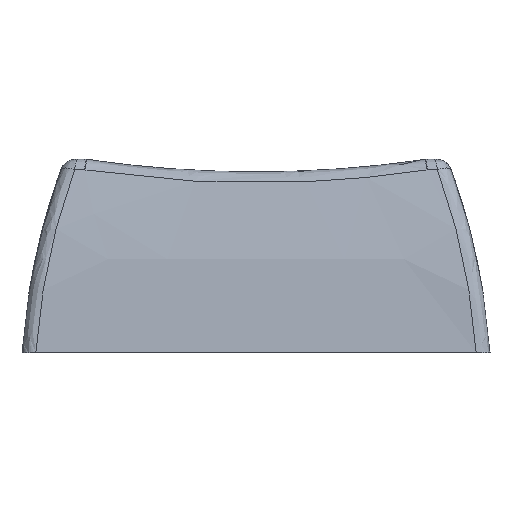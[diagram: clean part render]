
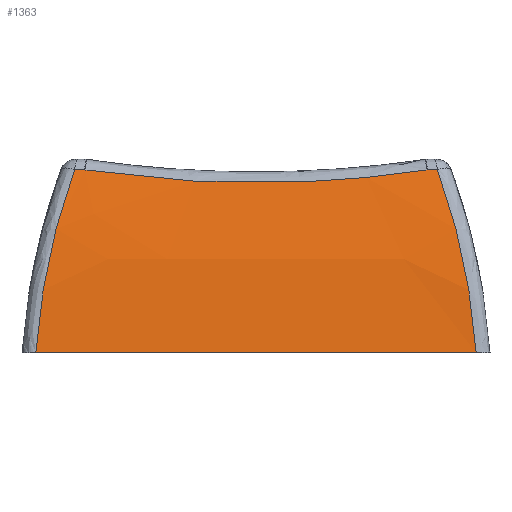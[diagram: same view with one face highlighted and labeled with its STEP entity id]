
A CAD part, left-side view. The second image highlights one B-rep face of the part: STEP entity #1363.
In plain terms, the highlighted free-form (B-spline) face has degree [7, 2] with [8, 3] control points.
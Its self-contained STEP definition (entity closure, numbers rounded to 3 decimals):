
#848 = VERTEX_POINT('',#849);
#849 = CARTESIAN_POINT('',(-8.45,7.95,-7.));
#856 = EDGE_CURVE('',#857,#848,#859,.T.);
#857 = VERTEX_POINT('',#858);
#858 = CARTESIAN_POINT('',(-8.45,-7.95,-7.));
#859 = LINE('',#860,#861);
#860 = CARTESIAN_POINT('',(-8.45,-7.95,-7.));
#861 = VECTOR('',#862,1.);
#862 = DIRECTION('',(0.,1.,0.));
#1311 = EDGE_CURVE('',#1312,#848,#1314,.T.);
#1312 = VERTEX_POINT('',#1313);
#1313 = CARTESIAN_POINT('',(-7.047,6.547,
    -0.388));
#1314 = B_SPLINE_CURVE_WITH_KNOTS('',2,(#1315,#1316,#1317),
  .UNSPECIFIED.,.F.,.F.,(3,3),(0.,1.),.PIECEWISE_BEZIER_KNOTS.);
#1315 = CARTESIAN_POINT('',(-6.9,6.4,0.));
#1316 = CARTESIAN_POINT('',(-8.189,7.689,
    -3.32));
#1317 = CARTESIAN_POINT('',(-8.45,7.95,-7.));
#1363 = ADVANCED_FACE('',(#1364),#1443,.F.);
#1364 = FACE_BOUND('',#1365,.F.);
#1365 = EDGE_LOOP('',(#1366,#1367,#1392,#1411,#1436,#1442));
#1366 = ORIENTED_EDGE('',*,*,#1311,.F.);
#1367 = ORIENTED_EDGE('',*,*,#1368,.F.);
#1368 = EDGE_CURVE('',#1369,#1312,#1371,.T.);
#1369 = VERTEX_POINT('',#1370);
#1370 = CARTESIAN_POINT('',(-7.049,6.175,
    -0.393));
#1371 = ( BOUNDED_CURVE() B_SPLINE_CURVE(10,(#1372,#1373,#1374,#1375,
    #1376,#1377,#1378,#1379,#1380,#1381,#1382,#1383,#1384,#1385,#1386,
    #1387,#1388,#1389,#1390,#1391),.UNSPECIFIED.,.F.,.F.) 
B_SPLINE_CURVE_WITH_KNOTS((11,9,11),(-0.267,0.798,
0.91),.UNSPECIFIED.) CURVE() GEOMETRIC_REPRESENTATION_ITEM() 
RATIONAL_B_SPLINE_CURVE((1.,1.,1.,1.,1.,1.,1.,1.
,1.,1.,1.,1.,1.,1.,1.,1.,1.,1.,1.,1.)) REPRESENTATION_ITEM('') );
#1372 = CARTESIAN_POINT('',(-7.049,5.336,
    -0.393));
#1373 = CARTESIAN_POINT('',(-7.049,5.442,
    -0.393));
#1374 = CARTESIAN_POINT('',(-7.049,5.549,
    -0.393));
#1375 = CARTESIAN_POINT('',(-7.049,5.655,
    -0.393));
#1376 = CARTESIAN_POINT('',(-7.049,5.762,
    -0.392));
#1377 = CARTESIAN_POINT('',(-7.049,5.867,
    -0.394));
#1378 = CARTESIAN_POINT('',(-7.048,5.976,
    -0.391));
#1379 = CARTESIAN_POINT('',(-7.049,6.079,
    -0.395));
#1380 = CARTESIAN_POINT('',(-7.048,6.186,-0.392
    ));
#1381 = CARTESIAN_POINT('',(-7.049,6.288,
    -0.394));
#1382 = CARTESIAN_POINT('',(-7.049,6.421,
    -0.393));
#1383 = CARTESIAN_POINT('',(-7.049,6.434,-0.392
    ));
#1384 = CARTESIAN_POINT('',(-7.049,6.448,
    -0.392));
#1385 = CARTESIAN_POINT('',(-7.048,6.461,
    -0.392));
#1386 = CARTESIAN_POINT('',(-7.048,6.475,
    -0.392));
#1387 = CARTESIAN_POINT('',(-7.048,6.489,
    -0.391));
#1388 = CARTESIAN_POINT('',(-7.048,6.503,
    -0.391));
#1389 = CARTESIAN_POINT('',(-7.048,6.518,
    -0.39));
#1390 = CARTESIAN_POINT('',(-7.047,6.532,
    -0.389));
#1391 = CARTESIAN_POINT('',(-7.047,6.547,
    -0.388));
#1392 = ORIENTED_EDGE('',*,*,#1393,.T.);
#1393 = EDGE_CURVE('',#1369,#1394,#1396,.T.);
#1394 = VERTEX_POINT('',#1395);
#1395 = CARTESIAN_POINT('',(-7.049,-6.175,
    -0.393));
#1396 = ( BOUNDED_CURVE() B_SPLINE_CURVE(13,(#1397,#1398,#1399,#1400,
    #1401,#1402,#1403,#1404,#1405,#1406,#1407,#1408,#1409,#1410),
.UNSPECIFIED.,.F.,.F.) B_SPLINE_CURVE_WITH_KNOTS((14,14),(
-0.852,12.094),.PIECEWISE_BEZIER_KNOTS.) CURVE() 
GEOMETRIC_REPRESENTATION_ITEM() RATIONAL_B_SPLINE_CURVE((1.,1.,1.,
    1.,1.,1.,1.,
    1.,1.,1.,1.,1.,1.,1.
)) REPRESENTATION_ITEM('') );
#1397 = CARTESIAN_POINT('',(-7.029,6.529,
    -0.338));
#1398 = CARTESIAN_POINT('',(-7.088,5.531,
    -0.498));
#1399 = CARTESIAN_POINT('',(-7.136,4.529,
    -0.631));
#1400 = CARTESIAN_POINT('',(-7.173,3.524,
    -0.737));
#1401 = CARTESIAN_POINT('',(-7.201,2.516,
    -0.817));
#1402 = CARTESIAN_POINT('',(-7.219,1.511,
    -0.871));
#1403 = CARTESIAN_POINT('',(-7.227,0.501,
    -0.897));
#1404 = CARTESIAN_POINT('',(-7.227,-0.501,
    -0.897));
#1405 = CARTESIAN_POINT('',(-7.219,-1.51,
    -0.871));
#1406 = CARTESIAN_POINT('',(-7.201,-2.516,
    -0.817));
#1407 = CARTESIAN_POINT('',(-7.173,-3.524,
    -0.737));
#1408 = CARTESIAN_POINT('',(-7.136,-4.529,
    -0.631));
#1409 = CARTESIAN_POINT('',(-7.088,-5.531,
    -0.498));
#1410 = CARTESIAN_POINT('',(-7.029,-6.529,
    -0.338));
#1411 = ORIENTED_EDGE('',*,*,#1412,.F.);
#1412 = EDGE_CURVE('',#1413,#1394,#1415,.T.);
#1413 = VERTEX_POINT('',#1414);
#1414 = CARTESIAN_POINT('',(-7.047,-6.547,
    -0.388));
#1415 = ( BOUNDED_CURVE() B_SPLINE_CURVE(10,(#1416,#1417,#1418,#1419,
    #1420,#1421,#1422,#1423,#1424,#1425,#1426,#1427,#1428,#1429,#1430,
    #1431,#1432,#1433,#1434,#1435),.UNSPECIFIED.,.F.,.F.) 
B_SPLINE_CURVE_WITH_KNOTS((11,9,11),(1.472,1.583,
2.648),.UNSPECIFIED.) CURVE() GEOMETRIC_REPRESENTATION_ITEM() 
RATIONAL_B_SPLINE_CURVE((1.,1.,1.,1.,1.,1.,1.,1.,1.,1.,1.,1.,1.,1.,1.,1.
,1.,1.,1.,1.)) REPRESENTATION_ITEM('') );
#1416 = CARTESIAN_POINT('',(-7.047,-6.547,
    -0.388));
#1417 = CARTESIAN_POINT('',(-7.047,-6.532,
    -0.389));
#1418 = CARTESIAN_POINT('',(-7.048,-6.518,
    -0.39));
#1419 = CARTESIAN_POINT('',(-7.048,-6.503,
    -0.391));
#1420 = CARTESIAN_POINT('',(-7.048,-6.489,
    -0.391));
#1421 = CARTESIAN_POINT('',(-7.048,-6.475,
    -0.392));
#1422 = CARTESIAN_POINT('',(-7.048,-6.461,
    -0.392));
#1423 = CARTESIAN_POINT('',(-7.049,-6.448,
    -0.392));
#1424 = CARTESIAN_POINT('',(-7.049,-6.434,-0.392
    ));
#1425 = CARTESIAN_POINT('',(-7.049,-6.421,
    -0.393));
#1426 = CARTESIAN_POINT('',(-7.049,-6.288,
    -0.394));
#1427 = CARTESIAN_POINT('',(-7.048,-6.186,
    -0.392));
#1428 = CARTESIAN_POINT('',(-7.049,-6.079,
    -0.395));
#1429 = CARTESIAN_POINT('',(-7.048,-5.976,
    -0.391));
#1430 = CARTESIAN_POINT('',(-7.049,-5.867,
    -0.394));
#1431 = CARTESIAN_POINT('',(-7.049,-5.762,
    -0.392));
#1432 = CARTESIAN_POINT('',(-7.049,-5.655,
    -0.393));
#1433 = CARTESIAN_POINT('',(-7.049,-5.549,
    -0.393));
#1434 = CARTESIAN_POINT('',(-7.049,-5.442,
    -0.393));
#1435 = CARTESIAN_POINT('',(-7.049,-5.336,
    -0.393));
#1436 = ORIENTED_EDGE('',*,*,#1437,.T.);
#1437 = EDGE_CURVE('',#1413,#857,#1438,.T.);
#1438 = B_SPLINE_CURVE_WITH_KNOTS('',2,(#1439,#1440,#1441),
  .UNSPECIFIED.,.F.,.F.,(3,3),(0.,1.),.PIECEWISE_BEZIER_KNOTS.);
#1439 = CARTESIAN_POINT('',(-6.9,-6.4,0.));
#1440 = CARTESIAN_POINT('',(-8.189,-7.689,
    -3.32));
#1441 = CARTESIAN_POINT('',(-8.45,-7.95,-7.));
#1442 = ORIENTED_EDGE('',*,*,#856,.T.);
#1443 = B_SPLINE_SURFACE_WITH_KNOTS('',7,2,(
    (#1444,#1445,#1446)
    ,(#1447,#1448,#1449)
    ,(#1450,#1451,#1452)
    ,(#1453,#1454,#1455)
    ,(#1456,#1457,#1458)
    ,(#1459,#1460,#1461)
    ,(#1462,#1463,#1464)
    ,(#1465,#1466,#1467
  )),.UNSPECIFIED.,.F.,.F.,.F.,(8,8),(3,3),(1.,2.),(0.,1.),
  .PIECEWISE_BEZIER_KNOTS.);
#1444 = CARTESIAN_POINT('',(-6.9,6.4,0.));
#1445 = CARTESIAN_POINT('',(-8.189,7.689,
    -3.32));
#1446 = CARTESIAN_POINT('',(-8.45,7.95,-7.));
#1447 = CARTESIAN_POINT('',(-6.9,4.572,0.));
#1448 = CARTESIAN_POINT('',(-8.189,5.492,
    -3.32));
#1449 = CARTESIAN_POINT('',(-8.45,5.679,-7.));
#1450 = CARTESIAN_POINT('',(-6.9,2.743,0.));
#1451 = CARTESIAN_POINT('',(-8.189,3.295,
    -3.32));
#1452 = CARTESIAN_POINT('',(-8.45,3.407,-7.));
#1453 = CARTESIAN_POINT('',(-6.9,0.914,0.));
#1454 = CARTESIAN_POINT('',(-8.189,1.098,
    -3.32));
#1455 = CARTESIAN_POINT('',(-8.45,1.136,-7.));
#1456 = CARTESIAN_POINT('',(-6.9,-0.914,0.));
#1457 = CARTESIAN_POINT('',(-8.189,-1.098,
    -3.32));
#1458 = CARTESIAN_POINT('',(-8.45,-1.136,-7.));
#1459 = CARTESIAN_POINT('',(-6.9,-2.743,0.));
#1460 = CARTESIAN_POINT('',(-8.189,-3.295,
    -3.32));
#1461 = CARTESIAN_POINT('',(-8.45,-3.407,-7.));
#1462 = CARTESIAN_POINT('',(-6.9,-4.572,0.));
#1463 = CARTESIAN_POINT('',(-8.189,-5.492,
    -3.32));
#1464 = CARTESIAN_POINT('',(-8.45,-5.679,-7.));
#1465 = CARTESIAN_POINT('',(-6.9,-6.4,0.));
#1466 = CARTESIAN_POINT('',(-8.189,-7.689,
    -3.32));
#1467 = CARTESIAN_POINT('',(-8.45,-7.95,-7.));
